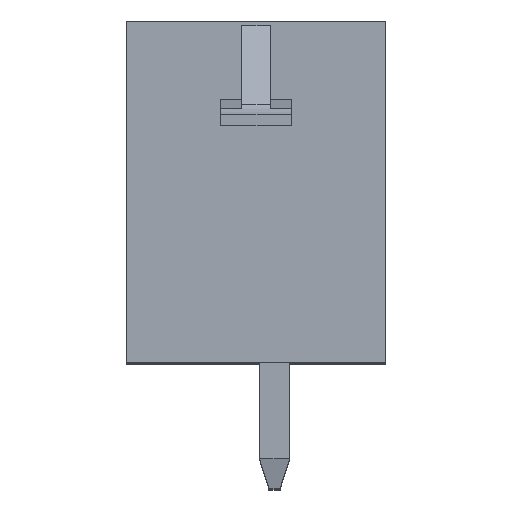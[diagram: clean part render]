
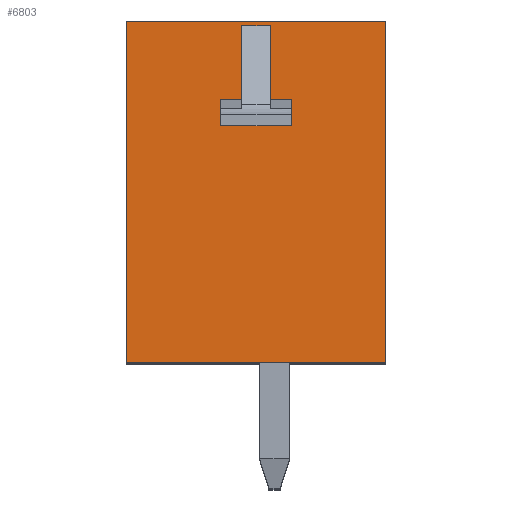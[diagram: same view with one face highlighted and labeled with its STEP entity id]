
A CAD part, top view. The second image highlights one B-rep face of the part: STEP entity #6803.
In plain terms, the highlighted planar face has unit normal (0, 0, 1).
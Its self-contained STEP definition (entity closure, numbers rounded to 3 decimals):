
#1=DIRECTION('',(1.,0.,0.));
#2=VECTOR('',#1,7.);
#3=CARTESIAN_POINT('',(-3.6,-3.853,0.));
#4=LINE('',#3,#2);
#5=DIRECTION('',(0.,-1.,0.));
#6=VECTOR('',#5,9.2);
#7=CARTESIAN_POINT('',(-3.6,5.347,0.));
#8=LINE('',#7,#6);
#9=DIRECTION('',(-1.,0.,0.));
#10=VECTOR('',#9,7.);
#11=CARTESIAN_POINT('',(3.4,5.347,0.));
#12=LINE('',#11,#10);
#13=DIRECTION('',(0.,1.,0.));
#14=VECTOR('',#13,9.2);
#15=CARTESIAN_POINT('',(3.4,-3.853,0.));
#16=LINE('',#15,#14);
#17=DIRECTION('',(0.,1.,0.));
#18=VECTOR('',#17,0.495);
#19=CARTESIAN_POINT('',(0.85,2.747,0.));
#20=LINE('',#19,#18);
#21=DIRECTION('',(-1.,0.,0.));
#22=VECTOR('',#21,0.76);
#23=CARTESIAN_POINT('',(0.28,5.244,0.));
#24=LINE('',#23,#22);
#25=DIRECTION('',(1.,0.,0.));
#26=VECTOR('',#25,0.57);
#27=CARTESIAN_POINT('',(-1.05,3.242,0.));
#28=LINE('',#27,#26);
#29=DIRECTION('',(0.,1.,0.));
#30=VECTOR('',#29,0.495);
#31=CARTESIAN_POINT('',(-1.05,2.747,0.));
#32=LINE('',#31,#30);
#33=DIRECTION('',(-1.,0.,0.));
#34=VECTOR('',#33,1.9);
#35=CARTESIAN_POINT('',(0.85,2.747,0.));
#36=LINE('',#35,#34);
#5142=DIRECTION('',(-1.,0.,0.));
#5143=VECTOR('',#5142,0.57);
#5144=CARTESIAN_POINT('',(0.85,3.242,0.));
#5145=LINE('',#5144,#5143);
#5146=DIRECTION('',(0.,-1.,0.));
#5147=VECTOR('',#5146,2.002);
#5148=CARTESIAN_POINT('',(0.28,5.244,0.));
#5149=LINE('',#5148,#5147);
#5213=DIRECTION('',(0.,1.,0.));
#5214=VECTOR('',#5213,2.002);
#5215=CARTESIAN_POINT('',(-0.48,3.242,0.));
#5216=LINE('',#5215,#5214);
#5225=CARTESIAN_POINT('',(-3.6,-3.853,0.));
#5226=CARTESIAN_POINT('',(3.4,-3.853,0.));
#5227=VERTEX_POINT('',#5225);
#5228=VERTEX_POINT('',#5226);
#5229=CARTESIAN_POINT('',(3.4,5.347,0.));
#5230=VERTEX_POINT('',#5229);
#5231=CARTESIAN_POINT('',(-3.6,5.347,0.));
#5232=VERTEX_POINT('',#5231);
#6328=CARTESIAN_POINT('',(0.85,2.747,0.));
#6329=VERTEX_POINT('',#6328);
#6330=CARTESIAN_POINT('',(-1.05,2.747,0.));
#6331=VERTEX_POINT('',#6330);
#6333=CARTESIAN_POINT('',(-0.48,3.242,0.));
#6335=VERTEX_POINT('',#6333);
#6336=CARTESIAN_POINT('',(-0.48,5.244,0.));
#6337=VERTEX_POINT('',#6336);
#6338=CARTESIAN_POINT('',(-1.05,3.242,0.));
#6339=VERTEX_POINT('',#6338);
#6344=CARTESIAN_POINT('',(0.28,5.244,0.));
#6345=CARTESIAN_POINT('',(0.28,3.242,0.));
#6346=VERTEX_POINT('',#6344);
#6347=VERTEX_POINT('',#6345);
#6350=CARTESIAN_POINT('',(0.85,3.242,0.));
#6351=VERTEX_POINT('',#6350);
#6770=CARTESIAN_POINT('',(0.,0.,0.));
#6771=DIRECTION('',(0.,0.,1.));
#6772=DIRECTION('',(1.,0.,0.));
#6773=AXIS2_PLACEMENT_3D('',#6770,#6771,#6772);
#6774=PLANE('',#6773);
#6776=ORIENTED_EDGE('',*,*,#6775,.F.);
#6778=ORIENTED_EDGE('',*,*,#6777,.F.);
#6780=ORIENTED_EDGE('',*,*,#6779,.F.);
#6782=ORIENTED_EDGE('',*,*,#6781,.F.);
#6783=EDGE_LOOP('',(#6776,#6778,#6780,#6782));
#6784=FACE_OUTER_BOUND('',#6783,.F.);
#6786=ORIENTED_EDGE('',*,*,#6785,.T.);
#6788=ORIENTED_EDGE('',*,*,#6787,.T.);
#6790=ORIENTED_EDGE('',*,*,#6789,.F.);
#6792=ORIENTED_EDGE('',*,*,#6791,.T.);
#6794=ORIENTED_EDGE('',*,*,#6793,.F.);
#6796=ORIENTED_EDGE('',*,*,#6795,.F.);
#6798=ORIENTED_EDGE('',*,*,#6797,.F.);
#6800=ORIENTED_EDGE('',*,*,#6799,.F.);
#6801=EDGE_LOOP('',(#6786,#6788,#6790,#6792,#6794,#6796,#6798,#6800));
#6802=FACE_BOUND('',#6801,.F.);
#6775=EDGE_CURVE('',#5227,#5228,#4,.T.);
#6777=EDGE_CURVE('',#5232,#5227,#8,.T.);
#6779=EDGE_CURVE('',#5230,#5232,#12,.T.);
#6781=EDGE_CURVE('',#5228,#5230,#16,.T.);
#6785=EDGE_CURVE('',#6329,#6351,#20,.T.);
#6787=EDGE_CURVE('',#6351,#6347,#5145,.T.);
#6789=EDGE_CURVE('',#6346,#6347,#5149,.T.);
#6791=EDGE_CURVE('',#6346,#6337,#24,.T.);
#6793=EDGE_CURVE('',#6335,#6337,#5216,.T.);
#6795=EDGE_CURVE('',#6339,#6335,#28,.T.);
#6797=EDGE_CURVE('',#6331,#6339,#32,.T.);
#6799=EDGE_CURVE('',#6329,#6331,#36,.T.);
#6803=ADVANCED_FACE('',(#6784,#6802),#6774,.T.);
